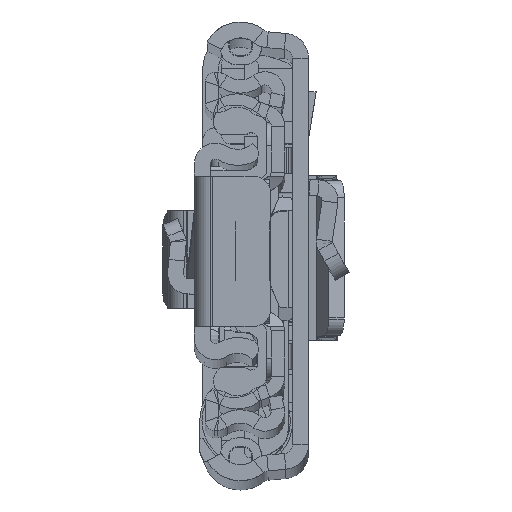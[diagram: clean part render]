
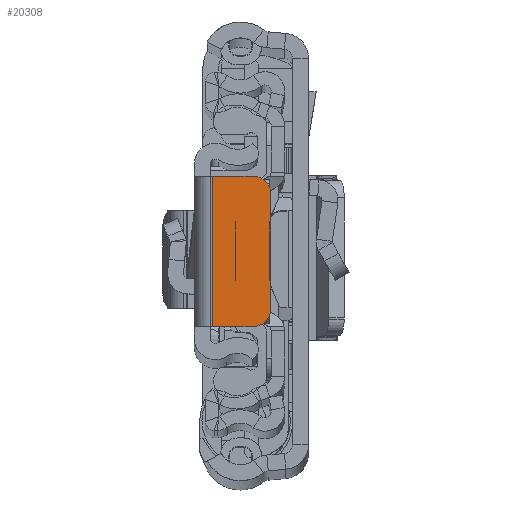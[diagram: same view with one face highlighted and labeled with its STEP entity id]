
A CAD part, top view. The second image highlights one B-rep face of the part: STEP entity #20308.
In plain terms, the highlighted planar face has unit normal (0, 0, 1).
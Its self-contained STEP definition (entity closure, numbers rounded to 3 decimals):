
#49 = DIRECTION ( 'NONE',  ( 0., -1., 0. ) ) ;
#2869 = CARTESIAN_POINT ( 'NONE',  ( -6.65, -8.5, 0. ) ) ;
#3088 = DIRECTION ( 'NONE',  ( -1., 0., 0. ) ) ;
#3805 = CARTESIAN_POINT ( 'NONE',  ( -6.65, -6.5, 0. ) ) ;
#3825 = EDGE_CURVE ( 'NONE', #37768, #41141, #36443, .T. ) ;
#5038 = CARTESIAN_POINT ( 'NONE',  ( -6.65, 6.5, 0. ) ) ;
#5253 = DIRECTION ( 'NONE',  ( 1., 0., 0. ) ) ;
#6032 = EDGE_CURVE ( 'NONE', #31894, #7665, #22541, .T. ) ;
#6570 = CARTESIAN_POINT ( 'NONE',  ( -8.65, 0., 0. ) ) ;
#7665 = VERTEX_POINT ( 'NONE', #10099 ) ;
#7738 = VERTEX_POINT ( 'NONE', #30265 ) ;
#7780 = PLANE ( 'NONE',  #25549 ) ;
#7996 = DIRECTION ( 'NONE',  ( -1., 0., 0. ) ) ;
#8560 = ORIENTED_EDGE ( 'NONE', *, *, #30602, .T. ) ;
#8604 = FACE_OUTER_BOUND ( 'NONE', #22436, .T. ) ;
#9373 = LINE ( 'NONE', #35392, #35519 ) ;
#10099 = CARTESIAN_POINT ( 'NONE',  ( -2.05, -8.5, 0. ) ) ;
#13821 = CARTESIAN_POINT ( 'NONE',  ( -2.05, 8.5, 0. ) ) ;
#14069 = DIRECTION ( 'NONE',  ( -1., 0., 0. ) ) ;
#14398 = VECTOR ( 'NONE', #35344, 1000. ) ;
#17868 = ORIENTED_EDGE ( 'NONE', *, *, #21258, .T. ) ;
#20308 = ADVANCED_FACE ( 'NONE', ( #8604 ), #7780, .F. ) ;
#20581 = DIRECTION ( 'NONE',  ( 0., 0., -1. ) ) ;
#20789 = LINE ( 'NONE', #33994, #37984 ) ;
#21258 = EDGE_CURVE ( 'NONE', #7738, #29951, #30340, .T. ) ;
#22347 = ORIENTED_EDGE ( 'NONE', *, *, #33970, .T. ) ;
#22436 = EDGE_LOOP ( 'NONE', ( #34911, #17868, #8560, #27778, #22347, #26361 ) ) ;
#22541 = LINE ( 'NONE', #26096, #14398 ) ;
#22955 = CARTESIAN_POINT ( 'NONE',  ( -6.65, 8.5, 0. ) ) ;
#23701 = AXIS2_PLACEMENT_3D ( 'NONE', #5038, #28332, #41124 ) ;
#25549 = AXIS2_PLACEMENT_3D ( 'NONE', #36720, #20581, #7996 ) ;
#26096 = CARTESIAN_POINT ( 'NONE',  ( -2.05, -8.5, 0. ) ) ;
#26361 = ORIENTED_EDGE ( 'NONE', *, *, #3825, .T. ) ;
#27179 = VECTOR ( 'NONE', #49, 1000. ) ;
#27568 = EDGE_CURVE ( 'NONE', #41141, #7738, #34470, .T. ) ;
#27778 = ORIENTED_EDGE ( 'NONE', *, *, #6032, .F. ) ;
#28332 = DIRECTION ( 'NONE',  ( 0., 0., 1. ) ) ;
#29425 = DIRECTION ( 'NONE',  ( 0., 0., 1. ) ) ;
#29951 = VERTEX_POINT ( 'NONE', #2869 ) ;
#30265 = CARTESIAN_POINT ( 'NONE',  ( -8.65, -6.5, 0. ) ) ;
#30340 = CIRCLE ( 'NONE', #40370, 2. ) ;
#30602 = EDGE_CURVE ( 'NONE', #29951, #7665, #20789, .T. ) ;
#31894 = VERTEX_POINT ( 'NONE', #13821 ) ;
#33668 = CARTESIAN_POINT ( 'NONE',  ( -8.65, 6.5, 0. ) ) ;
#33970 = EDGE_CURVE ( 'NONE', #31894, #37768, #9373, .T. ) ;
#33994 = CARTESIAN_POINT ( 'NONE',  ( 0., -8.5, 0. ) ) ;
#34470 = LINE ( 'NONE', #6570, #27179 ) ;
#34911 = ORIENTED_EDGE ( 'NONE', *, *, #27568, .T. ) ;
#35344 = DIRECTION ( 'NONE',  ( 0., -1., 0. ) ) ;
#35392 = CARTESIAN_POINT ( 'NONE',  ( 0., 8.5, 0. ) ) ;
#35519 = VECTOR ( 'NONE', #3088, 1000. ) ;
#36443 = CIRCLE ( 'NONE', #23701, 2. ) ;
#36720 = CARTESIAN_POINT ( 'NONE',  ( 0., 0., 0. ) ) ;
#37768 = VERTEX_POINT ( 'NONE', #22955 ) ;
#37984 = VECTOR ( 'NONE', #5253, 1000. ) ;
#40370 = AXIS2_PLACEMENT_3D ( 'NONE', #3805, #29425, #14069 ) ;
#41124 = DIRECTION ( 'NONE',  ( -1., 0., 0. ) ) ;
#41141 = VERTEX_POINT ( 'NONE', #33668 ) ;
